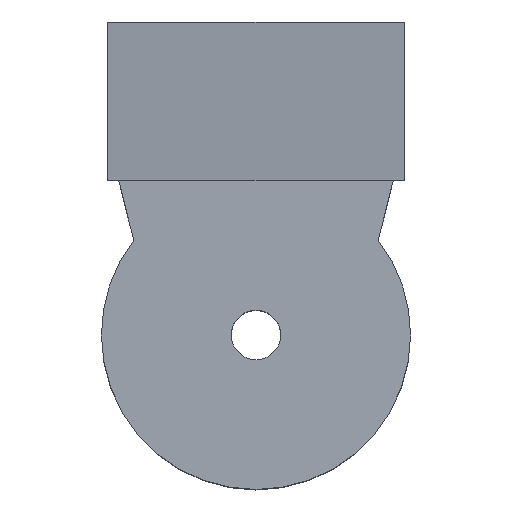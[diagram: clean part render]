
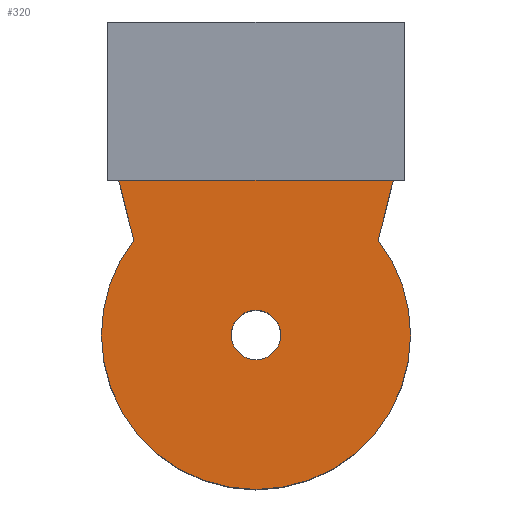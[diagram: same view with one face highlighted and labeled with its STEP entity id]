
A CAD part, top view. The second image highlights one B-rep face of the part: STEP entity #320.
In plain terms, the highlighted planar face has unit normal (0, 0, 1).
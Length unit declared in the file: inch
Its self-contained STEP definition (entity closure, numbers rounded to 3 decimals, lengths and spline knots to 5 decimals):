
#3 = EDGE_CURVE ( 'NONE', #742, #727, #616, .T. ) ;
#18 = CIRCLE ( 'NONE', #73, 1.56137 ) ;
#39 = CARTESIAN_POINT ( 'NONE',  ( 0., -2.36137, 1.35 ) ) ;
#52 = CARTESIAN_POINT ( 'NONE',  ( 0.25, -2.36137, 1.35 ) ) ;
#71 = AXIS2_PLACEMENT_3D ( 'NONE', #512, #87, #93 ) ;
#73 = AXIS2_PLACEMENT_3D ( 'NONE', #376, #565, #620 ) ;
#74 = EDGE_CURVE ( 'NONE', #774, #584, #228, .T. ) ;
#79 = DIRECTION ( 'NONE',  ( 1., 0., 0. ) ) ;
#87 = DIRECTION ( 'NONE',  ( 0., 0., 1. ) ) ;
#92 = VECTOR ( 'NONE', #102, 39.37008 ) ;
#93 = DIRECTION ( 'NONE',  ( 1., 0., 0. ) ) ;
#102 = DIRECTION ( 'NONE',  ( -1., 0., 0. ) ) ;
#111 = ORIENTED_EDGE ( 'NONE', *, *, #775, .T. ) ;
#122 = CARTESIAN_POINT ( 'NONE',  ( 0., -2.36137, 1.35 ) ) ;
#130 = EDGE_CURVE ( 'NONE', #584, #216, #488, .T. ) ;
#149 = CARTESIAN_POINT ( 'NONE',  ( -1.38676, -0.8, 1.35 ) ) ;
#169 = LINE ( 'NONE', #718, #193 ) ;
#181 = DIRECTION ( 'NONE',  ( 1., 0., 0. ) ) ;
#189 = CARTESIAN_POINT ( 'NONE',  ( 1.38676, -0.8, 1.35 ) ) ;
#193 = VECTOR ( 'NONE', #287, 39.37008 ) ;
#216 = VERTEX_POINT ( 'NONE', #293 ) ;
#227 = VERTEX_POINT ( 'NONE', #391 ) ;
#228 = CIRCLE ( 'NONE', #552, 1.56137 ) ;
#250 = DIRECTION ( 'NONE',  ( 0., 0., 1. ) ) ;
#269 = LINE ( 'NONE', #149, #92 ) ;
#287 = DIRECTION ( 'NONE',  ( 0.244, 0.97, 0. ) ) ;
#293 = CARTESIAN_POINT ( 'NONE',  ( 1.23421, -1.40502, 1.35 ) ) ;
#299 = ORIENTED_EDGE ( 'NONE', *, *, #643, .F. ) ;
#314 = CARTESIAN_POINT ( 'NONE',  ( -1.56137, -2.36137, 1.35 ) ) ;
#320 = ADVANCED_FACE ( 'NONE', ( #417, #751 ), #685, .T. ) ;
#331 = DIRECTION ( 'NONE',  ( 0.244, -0.97, 0. ) ) ;
#332 = ORIENTED_EDGE ( 'NONE', *, *, #3, .F. ) ;
#342 = EDGE_LOOP ( 'NONE', ( #797, #111, #708, #588, #682, #613 ) ) ;
#375 = AXIS2_PLACEMENT_3D ( 'NONE', #678, #250, #181 ) ;
#376 = CARTESIAN_POINT ( 'NONE',  ( 0., -2.36137, 1.35 ) ) ;
#388 = CARTESIAN_POINT ( 'NONE',  ( -1.38676, -0.8, 1.35 ) ) ;
#391 = CARTESIAN_POINT ( 'NONE',  ( -1.23421, -1.40502, 1.35 ) ) ;
#417 = FACE_BOUND ( 'NONE', #577, .T. ) ;
#429 = AXIS2_PLACEMENT_3D ( 'NONE', #122, #617, #748 ) ;
#488 = CIRCLE ( 'NONE', #686, 1.56137 ) ;
#490 = VERTEX_POINT ( 'NONE', #700 ) ;
#510 = LINE ( 'NONE', #388, #675 ) ;
#512 = CARTESIAN_POINT ( 'NONE',  ( 0., -2.36137, 1.35 ) ) ;
#520 = DIRECTION ( 'NONE',  ( 1., 0., 0. ) ) ;
#552 = AXIS2_PLACEMENT_3D ( 'NONE', #569, #580, #79 ) ;
#558 = CARTESIAN_POINT ( 'NONE',  ( -0.25, -2.36137, 1.35 ) ) ;
#561 = EDGE_CURVE ( 'NONE', #795, #490, #269, .T. ) ;
#565 = DIRECTION ( 'NONE',  ( 0., 0., 1. ) ) ;
#569 = CARTESIAN_POINT ( 'NONE',  ( 0., -2.36137, 1.35 ) ) ;
#577 = EDGE_LOOP ( 'NONE', ( #299, #332 ) ) ;
#578 = EDGE_CURVE ( 'NONE', #216, #795, #169, .T. ) ;
#580 = DIRECTION ( 'NONE',  ( 0., 0., 1. ) ) ;
#584 = VERTEX_POINT ( 'NONE', #724 ) ;
#588 = ORIENTED_EDGE ( 'NONE', *, *, #130, .T. ) ;
#592 = DIRECTION ( 'NONE',  ( 0., 0., 1. ) ) ;
#613 = ORIENTED_EDGE ( 'NONE', *, *, #561, .T. ) ;
#616 = CIRCLE ( 'NONE', #429, 0.25 ) ;
#617 = DIRECTION ( 'NONE',  ( 0., 0., 1. ) ) ;
#620 = DIRECTION ( 'NONE',  ( 1., 0., 0. ) ) ;
#642 = EDGE_CURVE ( 'NONE', #490, #227, #510, .T. ) ;
#643 = EDGE_CURVE ( 'NONE', #727, #742, #703, .T. ) ;
#675 = VECTOR ( 'NONE', #331, 39.37008 ) ;
#678 = CARTESIAN_POINT ( 'NONE',  ( 0., -2.36137, 1.35 ) ) ;
#682 = ORIENTED_EDGE ( 'NONE', *, *, #578, .T. ) ;
#685 = PLANE ( 'NONE',  #375 ) ;
#686 = AXIS2_PLACEMENT_3D ( 'NONE', #39, #592, #520 ) ;
#700 = CARTESIAN_POINT ( 'NONE',  ( -1.38676, -0.8, 1.35 ) ) ;
#703 = CIRCLE ( 'NONE', #71, 0.25 ) ;
#708 = ORIENTED_EDGE ( 'NONE', *, *, #74, .T. ) ;
#718 = CARTESIAN_POINT ( 'NONE',  ( 1.38676, -0.8, 1.35 ) ) ;
#724 = CARTESIAN_POINT ( 'NONE',  ( 1.56137, -2.36137, 1.35 ) ) ;
#727 = VERTEX_POINT ( 'NONE', #52 ) ;
#742 = VERTEX_POINT ( 'NONE', #558 ) ;
#748 = DIRECTION ( 'NONE',  ( 1., 0., 0. ) ) ;
#751 = FACE_OUTER_BOUND ( 'NONE', #342, .T. ) ;
#774 = VERTEX_POINT ( 'NONE', #314 ) ;
#775 = EDGE_CURVE ( 'NONE', #227, #774, #18, .T. ) ;
#795 = VERTEX_POINT ( 'NONE', #189 ) ;
#797 = ORIENTED_EDGE ( 'NONE', *, *, #642, .T. ) ;
